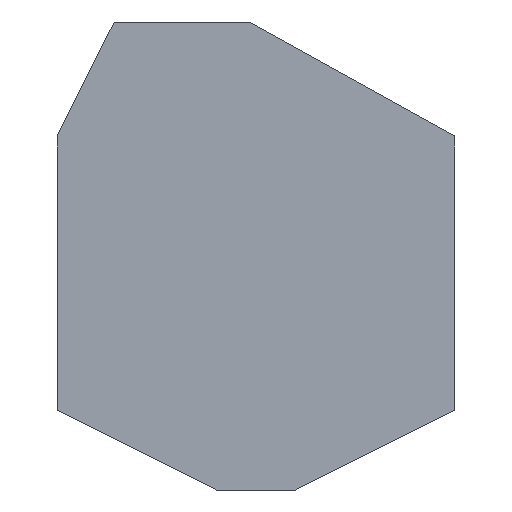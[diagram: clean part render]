
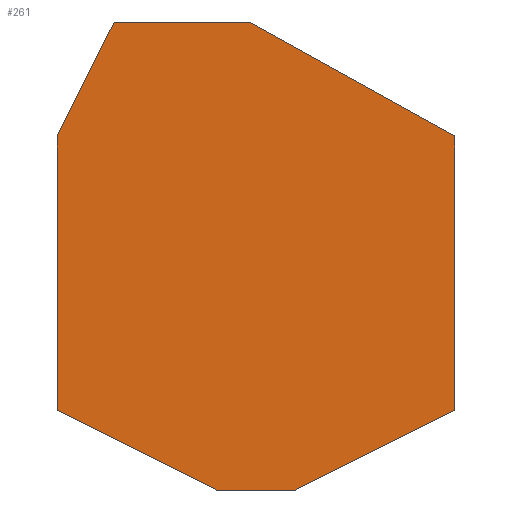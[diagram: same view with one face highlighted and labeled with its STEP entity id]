
A CAD part, front view. The second image highlights one B-rep face of the part: STEP entity #261.
In plain terms, the highlighted planar face has unit normal (0, -1, 0).
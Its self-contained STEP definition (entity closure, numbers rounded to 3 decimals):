
#32 = B_SPLINE_SURFACE_WITH_KNOTS('',1,1,(
    (#33,#34)
    ,(#35,#36
    )),.UNSPECIFIED.,.F.,.F.,.F.,(2,2),(2,2),(-22.361,0.),(0.,1.
    ),.PIECEWISE_BEZIER_KNOTS.);
#33 = CARTESIAN_POINT('',(4.,90.,-65.4));
#34 = CARTESIAN_POINT('',(5.,0.,-70.));
#35 = CARTESIAN_POINT('',(20.,90.,-57.4));
#36 = CARTESIAN_POINT('',(25.,0.,-60.));
#55 = VERTEX_POINT('',#56);
#56 = CARTESIAN_POINT('',(25.,0.,-60.));
#69 = PLANE('',#70);
#70 = AXIS2_PLACEMENT_3D('',#71,#72,#73);
#71 = CARTESIAN_POINT('',(20.,90.,0.));
#72 = DIRECTION('',(-0.998,-0.055,0.));
#73 = DIRECTION('',(0.055,-0.998,0.));
#80 = EDGE_CURVE('',#55,#81,#83,.T.);
#81 = VERTEX_POINT('',#82);
#82 = CARTESIAN_POINT('',(5.,0.,-70.));
#83 = SURFACE_CURVE('',#84,(#88,#95),.PCURVE_S1.);
#84 = LINE('',#85,#86);
#85 = CARTESIAN_POINT('',(25.,0.,-60.));
#86 = VECTOR('',#87,1.);
#87 = DIRECTION('',(-0.894,0.,-0.447));
#88 = PCURVE('',#32,#89);
#89 = DEFINITIONAL_REPRESENTATION('',(#90),#94);
#90 = LINE('',#91,#92);
#91 = CARTESIAN_POINT('',(0.,1.));
#92 = VECTOR('',#93,1.);
#93 = DIRECTION('',(-1.,0.));
#94 = ( GEOMETRIC_REPRESENTATION_CONTEXT(2) 
PARAMETRIC_REPRESENTATION_CONTEXT() REPRESENTATION_CONTEXT('2D SPACE',''
  ) );
#95 = PCURVE('',#96,#101);
#96 = PLANE('',#97);
#97 = AXIS2_PLACEMENT_3D('',#98,#99,#100);
#98 = CARTESIAN_POINT('',(5000.,0.,0.)
  );
#99 = DIRECTION('',(0.,-1.,0.));
#100 = DIRECTION('',(0.,0.,-1.));
#101 = DEFINITIONAL_REPRESENTATION('',(#102),#106);
#102 = LINE('',#103,#104);
#103 = CARTESIAN_POINT('',(60.,-4975.));
#104 = VECTOR('',#105,1.);
#105 = DIRECTION('',(0.447,-0.894));
#106 = ( GEOMETRIC_REPRESENTATION_CONTEXT(2) 
PARAMETRIC_REPRESENTATION_CONTEXT() REPRESENTATION_CONTEXT('2D SPACE',''
  ) );
#121 = B_SPLINE_SURFACE_WITH_KNOTS('',1,1,(
    (#122,#123)
    ,(#124,#125
    )),.UNSPECIFIED.,.F.,.F.,.F.,(2,2),(2,2),(-10.,0.),(0.,1.),
  .PIECEWISE_BEZIER_KNOTS.);
#122 = CARTESIAN_POINT('',(-4.,90.,-65.4));
#123 = CARTESIAN_POINT('',(-5.,0.,-70.));
#124 = CARTESIAN_POINT('',(4.,90.,-65.4));
#125 = CARTESIAN_POINT('',(5.,0.,-70.));
#194 = VERTEX_POINT('',#195);
#195 = CARTESIAN_POINT('',(25.,0.,-25.492));
#208 = B_SPLINE_SURFACE_WITH_KNOTS('',1,1,(
    (#209,#210)
    ,(#211,#212
    )),.UNSPECIFIED.,.F.,.F.,.F.,(2,2),(2,2),(-29.505,0.),(0.,1.
    ),.PIECEWISE_BEZIER_KNOTS.);
#209 = CARTESIAN_POINT('',(2.302,90.,-13.789));
#210 = CARTESIAN_POINT('',(-0.792,0.,-11.162));
#211 = CARTESIAN_POINT('',(20.,90.,-22.816));
#212 = CARTESIAN_POINT('',(25.,0.,-25.492));
#241 = EDGE_CURVE('',#194,#55,#242,.T.);
#242 = SURFACE_CURVE('',#243,(#247,#254),.PCURVE_S1.);
#243 = LINE('',#244,#245);
#244 = CARTESIAN_POINT('',(25.,0.,0.));
#245 = VECTOR('',#246,1.);
#246 = DIRECTION('',(-0.,-0.,-1.));
#247 = PCURVE('',#69,#248);
#248 = DEFINITIONAL_REPRESENTATION('',(#249),#253);
#249 = LINE('',#250,#251);
#250 = CARTESIAN_POINT('',(90.139,0.));
#251 = VECTOR('',#252,1.);
#252 = DIRECTION('',(0.,-1.));
#253 = ( GEOMETRIC_REPRESENTATION_CONTEXT(2) 
PARAMETRIC_REPRESENTATION_CONTEXT() REPRESENTATION_CONTEXT('2D SPACE',''
  ) );
#254 = PCURVE('',#96,#255);
#255 = DEFINITIONAL_REPRESENTATION('',(#256),#260);
#256 = LINE('',#257,#258);
#257 = CARTESIAN_POINT('',(0.,-4975.));
#258 = VECTOR('',#259,1.);
#259 = DIRECTION('',(1.,0.));
#260 = ( GEOMETRIC_REPRESENTATION_CONTEXT(2) 
PARAMETRIC_REPRESENTATION_CONTEXT() REPRESENTATION_CONTEXT('2D SPACE',''
  ) );
#261 = ADVANCED_FACE('',(#262),#96,.T.);
#262 = FACE_BOUND('',#263,.T.);
#263 = EDGE_LOOP('',(#264,#265,#266,#289,#317,#345,#373,#401));
#264 = ORIENTED_EDGE('',*,*,#80,.F.);
#265 = ORIENTED_EDGE('',*,*,#241,.F.);
#266 = ORIENTED_EDGE('',*,*,#267,.T.);
#267 = EDGE_CURVE('',#194,#268,#270,.T.);
#268 = VERTEX_POINT('',#269);
#269 = CARTESIAN_POINT('',(-0.792,0.,-11.162));
#270 = SURFACE_CURVE('',#271,(#275,#282),.PCURVE_S1.);
#271 = LINE('',#272,#273);
#272 = CARTESIAN_POINT('',(25.,0.,-25.492));
#273 = VECTOR('',#274,1.);
#274 = DIRECTION('',(-0.874,0.,0.486)
  );
#275 = PCURVE('',#96,#276);
#276 = DEFINITIONAL_REPRESENTATION('',(#277),#281);
#277 = LINE('',#278,#279);
#278 = CARTESIAN_POINT('',(25.492,-4975.));
#279 = VECTOR('',#280,1.);
#280 = DIRECTION('',(-0.486,-0.874));
#281 = ( GEOMETRIC_REPRESENTATION_CONTEXT(2) 
PARAMETRIC_REPRESENTATION_CONTEXT() REPRESENTATION_CONTEXT('2D SPACE',''
  ) );
#282 = PCURVE('',#208,#283);
#283 = DEFINITIONAL_REPRESENTATION('',(#284),#288);
#284 = LINE('',#285,#286);
#285 = CARTESIAN_POINT('',(0.,1.));
#286 = VECTOR('',#287,1.);
#287 = DIRECTION('',(-1.,0.));
#288 = ( GEOMETRIC_REPRESENTATION_CONTEXT(2) 
PARAMETRIC_REPRESENTATION_CONTEXT() REPRESENTATION_CONTEXT('2D SPACE',''
  ) );
#289 = ORIENTED_EDGE('',*,*,#290,.T.);
#290 = EDGE_CURVE('',#268,#291,#293,.T.);
#291 = VERTEX_POINT('',#292);
#292 = CARTESIAN_POINT('',(-17.85,0.,-11.162));
#293 = SURFACE_CURVE('',#294,(#298,#305),.PCURVE_S1.);
#294 = LINE('',#295,#296);
#295 = CARTESIAN_POINT('',(-0.792,0.,-11.162));
#296 = VECTOR('',#297,1.);
#297 = DIRECTION('',(-1.,-0.,0.));
#298 = PCURVE('',#96,#299);
#299 = DEFINITIONAL_REPRESENTATION('',(#300),#304);
#300 = LINE('',#301,#302);
#301 = CARTESIAN_POINT('',(11.162,-5000.792));
#302 = VECTOR('',#303,1.);
#303 = DIRECTION('',(0.,-1.));
#304 = ( GEOMETRIC_REPRESENTATION_CONTEXT(2) 
PARAMETRIC_REPRESENTATION_CONTEXT() REPRESENTATION_CONTEXT('2D SPACE',''
  ) );
#305 = PCURVE('',#306,#311);
#306 = B_SPLINE_SURFACE_WITH_KNOTS('',1,1,(
    (#307,#308)
    ,(#309,#310
  )),.UNSPECIFIED.,.F.,.F.,.F.,(2,2),(2,2),(-17.058,0.),(0.,1.),
  .PIECEWISE_BEZIER_KNOTS.);
#307 = CARTESIAN_POINT('',(-14.35,90.,-13.789));
#308 = CARTESIAN_POINT('',(-17.85,0.,-11.162));
#309 = CARTESIAN_POINT('',(2.302,90.,-13.789));
#310 = CARTESIAN_POINT('',(-0.792,0.,-11.162));
#311 = DEFINITIONAL_REPRESENTATION('',(#312),#316);
#312 = LINE('',#313,#314);
#313 = CARTESIAN_POINT('',(0.,1.));
#314 = VECTOR('',#315,1.);
#315 = DIRECTION('',(-1.,0.));
#316 = ( GEOMETRIC_REPRESENTATION_CONTEXT(2) 
PARAMETRIC_REPRESENTATION_CONTEXT() REPRESENTATION_CONTEXT('2D SPACE',''
  ) );
#317 = ORIENTED_EDGE('',*,*,#318,.T.);
#318 = EDGE_CURVE('',#291,#319,#321,.T.);
#319 = VERTEX_POINT('',#320);
#320 = CARTESIAN_POINT('',(-25.,0.,-25.492));
#321 = SURFACE_CURVE('',#322,(#326,#333),.PCURVE_S1.);
#322 = LINE('',#323,#324);
#323 = CARTESIAN_POINT('',(-17.85,0.,-11.162));
#324 = VECTOR('',#325,1.);
#325 = DIRECTION('',(-0.446,0.,-0.895)
  );
#326 = PCURVE('',#96,#327);
#327 = DEFINITIONAL_REPRESENTATION('',(#328),#332);
#328 = LINE('',#329,#330);
#329 = CARTESIAN_POINT('',(11.162,-5017.85));
#330 = VECTOR('',#331,1.);
#331 = DIRECTION('',(0.895,-0.446));
#332 = ( GEOMETRIC_REPRESENTATION_CONTEXT(2) 
PARAMETRIC_REPRESENTATION_CONTEXT() REPRESENTATION_CONTEXT('2D SPACE',''
  ) );
#333 = PCURVE('',#334,#339);
#334 = B_SPLINE_SURFACE_WITH_KNOTS('',1,1,(
    (#335,#336)
    ,(#337,#338
    )),.UNSPECIFIED.,.F.,.F.,.F.,(2,2),(2,2),(-16.015,0.),(0.,1.
    ),.PIECEWISE_BEZIER_KNOTS.);
#335 = CARTESIAN_POINT('',(-20.,90.,-22.816));
#336 = CARTESIAN_POINT('',(-25.,0.,-25.492));
#337 = CARTESIAN_POINT('',(-14.35,90.,-13.789));
#338 = CARTESIAN_POINT('',(-17.85,0.,-11.162));
#339 = DEFINITIONAL_REPRESENTATION('',(#340),#344);
#340 = LINE('',#341,#342);
#341 = CARTESIAN_POINT('',(0.,1.));
#342 = VECTOR('',#343,1.);
#343 = DIRECTION('',(-1.,0.));
#344 = ( GEOMETRIC_REPRESENTATION_CONTEXT(2) 
PARAMETRIC_REPRESENTATION_CONTEXT() REPRESENTATION_CONTEXT('2D SPACE',''
  ) );
#345 = ORIENTED_EDGE('',*,*,#346,.T.);
#346 = EDGE_CURVE('',#319,#347,#349,.T.);
#347 = VERTEX_POINT('',#348);
#348 = CARTESIAN_POINT('',(-25.,0.,-60.));
#349 = SURFACE_CURVE('',#350,(#354,#361),.PCURVE_S1.);
#350 = LINE('',#351,#352);
#351 = CARTESIAN_POINT('',(-25.,0.,0.));
#352 = VECTOR('',#353,1.);
#353 = DIRECTION('',(-0.,-0.,-1.));
#354 = PCURVE('',#96,#355);
#355 = DEFINITIONAL_REPRESENTATION('',(#356),#360);
#356 = LINE('',#357,#358);
#357 = CARTESIAN_POINT('',(0.,-5025.));
#358 = VECTOR('',#359,1.);
#359 = DIRECTION('',(1.,0.));
#360 = ( GEOMETRIC_REPRESENTATION_CONTEXT(2) 
PARAMETRIC_REPRESENTATION_CONTEXT() REPRESENTATION_CONTEXT('2D SPACE',''
  ) );
#361 = PCURVE('',#362,#367);
#362 = PLANE('',#363);
#363 = AXIS2_PLACEMENT_3D('',#364,#365,#366);
#364 = CARTESIAN_POINT('',(-25.,0.,0.));
#365 = DIRECTION('',(0.998,-0.055,0.));
#366 = DIRECTION('',(0.055,0.998,0.));
#367 = DEFINITIONAL_REPRESENTATION('',(#368),#372);
#368 = LINE('',#369,#370);
#369 = CARTESIAN_POINT('',(0.,0.));
#370 = VECTOR('',#371,1.);
#371 = DIRECTION('',(0.,-1.));
#372 = ( GEOMETRIC_REPRESENTATION_CONTEXT(2) 
PARAMETRIC_REPRESENTATION_CONTEXT() REPRESENTATION_CONTEXT('2D SPACE',''
  ) );
#373 = ORIENTED_EDGE('',*,*,#374,.F.);
#374 = EDGE_CURVE('',#375,#347,#377,.T.);
#375 = VERTEX_POINT('',#376);
#376 = CARTESIAN_POINT('',(-5.,0.,-70.));
#377 = SURFACE_CURVE('',#378,(#382,#389),.PCURVE_S1.);
#378 = LINE('',#379,#380);
#379 = CARTESIAN_POINT('',(-5.,0.,-70.));
#380 = VECTOR('',#381,1.);
#381 = DIRECTION('',(-0.894,0.,0.447));
#382 = PCURVE('',#96,#383);
#383 = DEFINITIONAL_REPRESENTATION('',(#384),#388);
#384 = LINE('',#385,#386);
#385 = CARTESIAN_POINT('',(70.,-5005.));
#386 = VECTOR('',#387,1.);
#387 = DIRECTION('',(-0.447,-0.894));
#388 = ( GEOMETRIC_REPRESENTATION_CONTEXT(2) 
PARAMETRIC_REPRESENTATION_CONTEXT() REPRESENTATION_CONTEXT('2D SPACE',''
  ) );
#389 = PCURVE('',#390,#395);
#390 = B_SPLINE_SURFACE_WITH_KNOTS('',1,1,(
    (#391,#392)
    ,(#393,#394
    )),.UNSPECIFIED.,.F.,.F.,.F.,(2,2),(2,2),(-22.361,0.),(0.,1.
    ),.PIECEWISE_BEZIER_KNOTS.);
#391 = CARTESIAN_POINT('',(-20.,90.,-57.4));
#392 = CARTESIAN_POINT('',(-25.,0.,-60.));
#393 = CARTESIAN_POINT('',(-4.,90.,-65.4));
#394 = CARTESIAN_POINT('',(-5.,0.,-70.));
#395 = DEFINITIONAL_REPRESENTATION('',(#396),#400);
#396 = LINE('',#397,#398);
#397 = CARTESIAN_POINT('',(0.,1.));
#398 = VECTOR('',#399,1.);
#399 = DIRECTION('',(-1.,0.));
#400 = ( GEOMETRIC_REPRESENTATION_CONTEXT(2) 
PARAMETRIC_REPRESENTATION_CONTEXT() REPRESENTATION_CONTEXT('2D SPACE',''
  ) );
#401 = ORIENTED_EDGE('',*,*,#402,.F.);
#402 = EDGE_CURVE('',#81,#375,#403,.T.);
#403 = SURFACE_CURVE('',#404,(#408,#415),.PCURVE_S1.);
#404 = LINE('',#405,#406);
#405 = CARTESIAN_POINT('',(5.,0.,-70.));
#406 = VECTOR('',#407,1.);
#407 = DIRECTION('',(-1.,-0.,0.));
#408 = PCURVE('',#96,#409);
#409 = DEFINITIONAL_REPRESENTATION('',(#410),#414);
#410 = LINE('',#411,#412);
#411 = CARTESIAN_POINT('',(70.,-4995.));
#412 = VECTOR('',#413,1.);
#413 = DIRECTION('',(0.,-1.));
#414 = ( GEOMETRIC_REPRESENTATION_CONTEXT(2) 
PARAMETRIC_REPRESENTATION_CONTEXT() REPRESENTATION_CONTEXT('2D SPACE',''
  ) );
#415 = PCURVE('',#121,#416);
#416 = DEFINITIONAL_REPRESENTATION('',(#417),#421);
#417 = LINE('',#418,#419);
#418 = CARTESIAN_POINT('',(0.,1.));
#419 = VECTOR('',#420,1.);
#420 = DIRECTION('',(-1.,0.));
#421 = ( GEOMETRIC_REPRESENTATION_CONTEXT(2) 
PARAMETRIC_REPRESENTATION_CONTEXT() REPRESENTATION_CONTEXT('2D SPACE',''
  ) );
